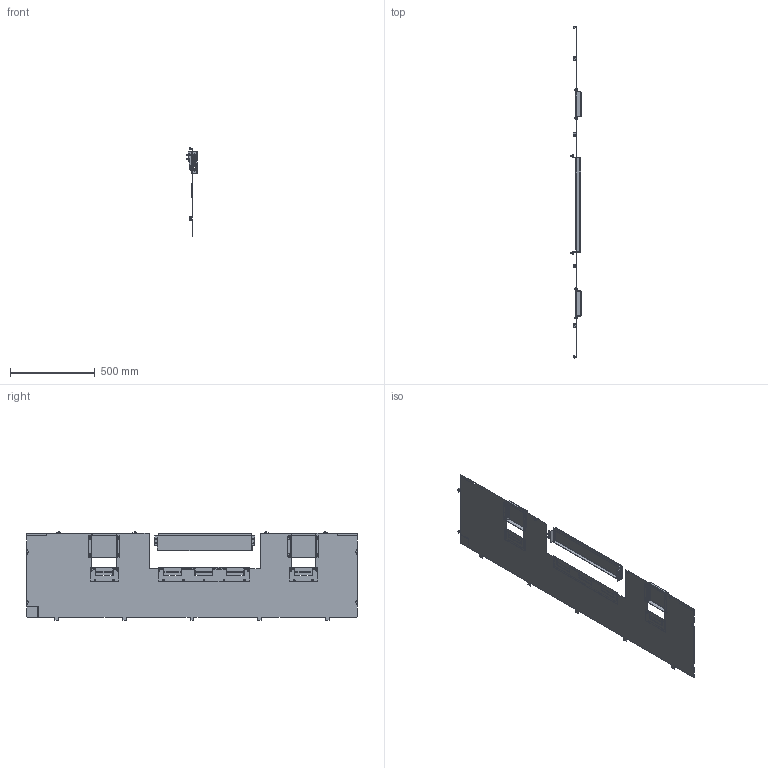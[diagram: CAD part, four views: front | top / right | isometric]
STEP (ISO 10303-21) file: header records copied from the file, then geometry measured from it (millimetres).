
FILE_DESCRIPTION(('STEP AP214'),'1');
FILE_NAME('cctmp_0B880D4E-0E77-4723-A663-039D64B2C40A_2024_11_27_11_31_18_0755..stp','2024-11-27T10:31:19',('SIEMENS A&D'),('CADClick - www.CADClick.com'),'Spatial InterOp 3D',' ','unknown authorization');
FILE_SCHEMA(('AUTOMOTIVE_DESIGN'));
Length unit declared in the file: millimetre
Products named in the file (1): 1
Bounding box: 59 x 1958.2 x 525 mm (x, y, z)
Volume: 1311660.4 mm3; surface area: 1934299.3 mm2
Topology: 2 solids, 10 shells, 1036 faces, 2563 edges, 1649 vertices
Faces by surface type: plane 518, cylinder 392, cone 80, torus 46
Entity records: 39385 total; most frequent: DIRECTION 5609, CARTESIAN_POINT 5250, ORIENTED_EDGE 5126, EDGE_CURVE 2563, AXIS2_PLACEMENT_3D 2008, VERTEX_POINT 1649, LINE 1593, VECTOR 1593
